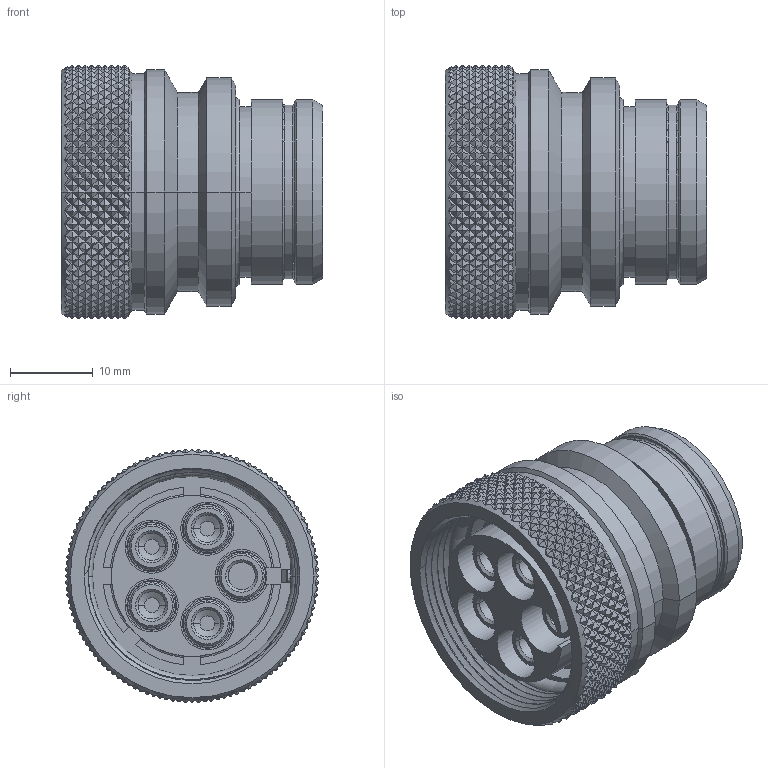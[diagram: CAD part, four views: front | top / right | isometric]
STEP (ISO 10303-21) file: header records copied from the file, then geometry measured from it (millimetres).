
FILE_DESCRIPTION((''),'2;1');
FILE_NAME('1331P405FS','2024-08-23T08:47:24',('paultorloting'),('NET AG system integration'),'CREO PARAMETRIC BY PTC INC, 2021404','CREO PARAMETRIC BY PTC INC, 2021404','');
FILE_SCHEMA(('AUTOMOTIVE_DESIGN { 1 0 10303 214 1 1 1 1 }'));
Products named in the file (1): 1331P405FS
Bounding box: 31.5 x 30.5 x 30.5 mm (x, y, z)
Volume: 11251.3 mm3; surface area: 12234.8 mm2
Topology: 1 solids, 1 shells, 3853 faces, 7995 edges, 4191 vertices
Faces by surface type: bspline 2644, cylinder 714, plane 386, torus 56, cone 53
Entity records: 174221 total; most frequent: CARTESIAN_POINT 88611, ORIENTED_EDGE 15990, EDGE_CURVE 7995, B_SPLINE_CURVE_WITH_KNOTS 6684, DIRECTION 4208, VERTEX_POINT 4191, EDGE_LOOP 3910, FACE_OUTER_BOUND 3853
